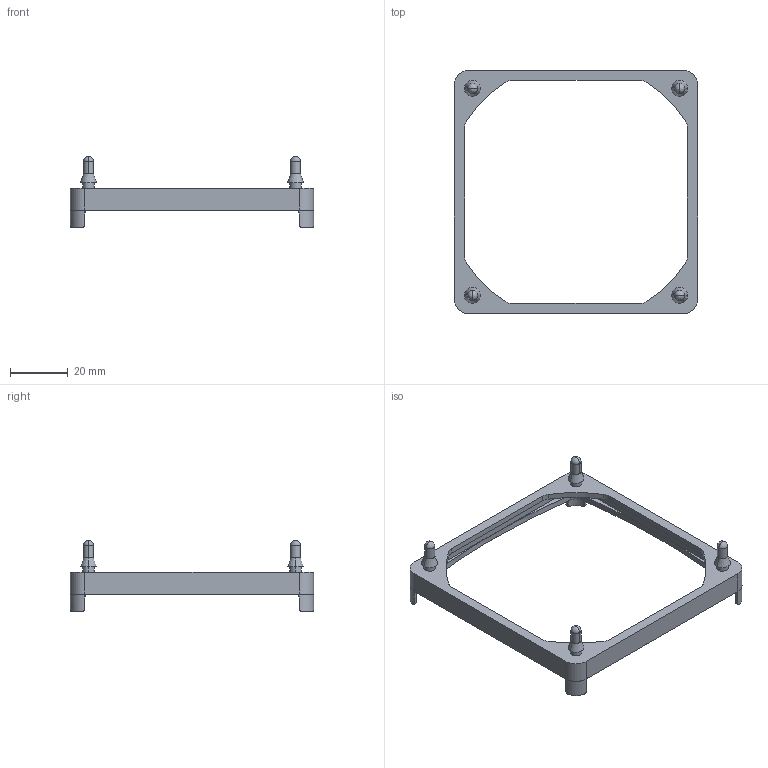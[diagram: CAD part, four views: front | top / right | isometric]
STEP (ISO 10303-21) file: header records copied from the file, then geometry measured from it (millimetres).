
FILE_DESCRIPTION((''),'2;1');
FILE_NAME('SLM-80-30-20.stp','2010-02-07T21:04:52',(''),(''),'Mechanical Desktop.R8.0.24.0','Mechanical Desktop.R8.0.24.0',', , ');
FILE_SCHEMA(('CONFIG_CONTROL_DESIGN'));
Length unit declared in the file: millimetre
Products named in the file (2): SLM-80-30-20 OVA; SLM-80-30-20 OV
Assembly tree (1 placements, depth 2):
  SLM-80-30-20 OVA
    SLM-80-30-20 OV
Bounding box: 84 x 84 x 24.5 mm (x, y, z)
Volume: 7834.8 mm3; surface area: 9267.2 mm2
Topology: 1 solids, 1 shells, 2004 faces, 5673 edges, 3749 vertices
Faces by surface type: bspline 1530, plane 331, cylinder 107, sphere 24, cone 8, torus 4
Entity records: 73537 total; most frequent: CARTESIAN_POINT 32106, ORIENTED_EDGE 11282, EDGE_CURVE 5641, DIRECTION 3764, VERTEX_POINT 3741, B_SPLINE_CURVE_WITH_KNOTS 3076, VECTOR 2318, LINE 2318
